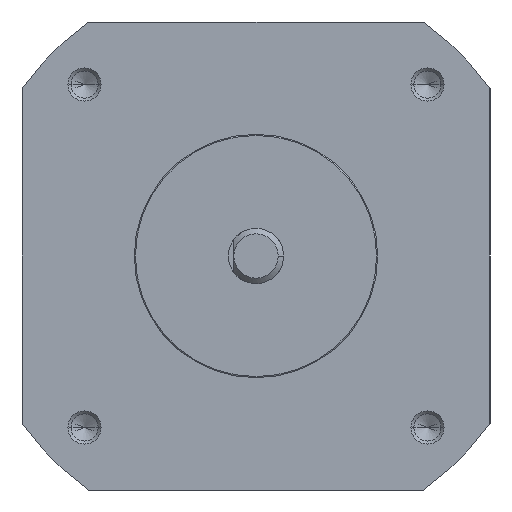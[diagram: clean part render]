
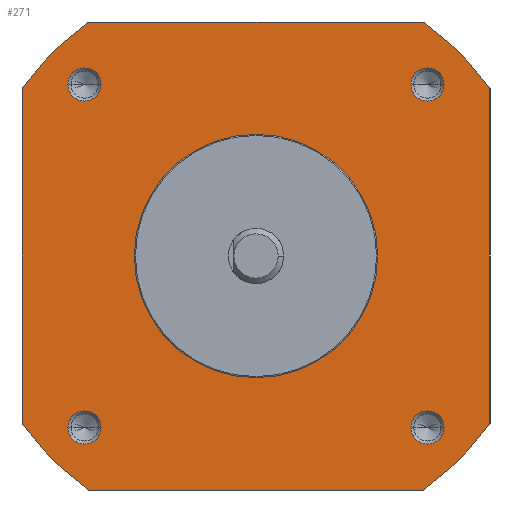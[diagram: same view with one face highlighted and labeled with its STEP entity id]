
A CAD part, left-side view. The second image highlights one B-rep face of the part: STEP entity #271.
In plain terms, the highlighted planar face has unit normal (-1, 0, 0).
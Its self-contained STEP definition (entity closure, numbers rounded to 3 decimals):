
#271=ADVANCED_FACE('',(#550,#551,#552,#553,#554,#555),#556,.F.);
#550=FACE_BOUND('',#840,.T.);
#551=FACE_BOUND('',#841,.T.);
#552=FACE_BOUND('',#842,.T.);
#553=FACE_BOUND('',#843,.T.);
#554=FACE_BOUND('',#844,.T.);
#555=FACE_OUTER_BOUND('',#845,.T.);
#556=PLANE('',#846);
#840=EDGE_LOOP('',(#1516,#1517));
#841=EDGE_LOOP('',(#1518,#1519));
#842=EDGE_LOOP('',(#1520,#1521));
#843=EDGE_LOOP('',(#1522,#1523));
#844=EDGE_LOOP('',(#1524,#1525));
#845=EDGE_LOOP('',(#1526,#1527,#1528,#1529,#1530,#1531,#1532,#1533));
#846=AXIS2_PLACEMENT_3D('',#1534,#1535,#1536);
#1516=ORIENTED_EDGE('',*,*,#1744,.T.);
#1517=ORIENTED_EDGE('',*,*,#1746,.T.);
#1518=ORIENTED_EDGE('',*,*,#1722,.T.);
#1519=ORIENTED_EDGE('',*,*,#1757,.T.);
#1520=ORIENTED_EDGE('',*,*,#1700,.T.);
#1521=ORIENTED_EDGE('',*,*,#1768,.T.);
#1522=ORIENTED_EDGE('',*,*,#1678,.T.);
#1523=ORIENTED_EDGE('',*,*,#1779,.T.);
#1524=ORIENTED_EDGE('',*,*,#1856,.T.);
#1525=ORIENTED_EDGE('',*,*,#1656,.T.);
#1526=ORIENTED_EDGE('',*,*,#1882,.F.);
#1527=ORIENTED_EDGE('',*,*,#1895,.T.);
#1528=ORIENTED_EDGE('',*,*,#1875,.F.);
#1529=ORIENTED_EDGE('',*,*,#1885,.F.);
#1530=ORIENTED_EDGE('',*,*,#1870,.F.);
#1531=ORIENTED_EDGE('',*,*,#1893,.F.);
#1532=ORIENTED_EDGE('',*,*,#1867,.F.);
#1533=ORIENTED_EDGE('',*,*,#1891,.F.);
#1534=CARTESIAN_POINT('',(0.0,0.0,0.0));
#1535=DIRECTION('',(1.0,0.0,0.0));
#1536=DIRECTION('',(0.0,0.0,-1.0));
#1656=EDGE_CURVE('',#1953,#1958,#1960,.T.);
#1678=EDGE_CURVE('',#1991,#1993,#1995,.T.);
#1700=EDGE_CURVE('',#2026,#2028,#2030,.T.);
#1722=EDGE_CURVE('',#2061,#2063,#2065,.T.);
#1744=EDGE_CURVE('',#2096,#2098,#2100,.T.);
#1746=EDGE_CURVE('',#2098,#2096,#2102,.T.);
#1757=EDGE_CURVE('',#2063,#2061,#2113,.T.);
#1768=EDGE_CURVE('',#2028,#2026,#2124,.T.);
#1779=EDGE_CURVE('',#1993,#1991,#2135,.T.);
#1856=EDGE_CURVE('',#1958,#1953,#2244,.T.);
#1867=EDGE_CURVE('',#2260,#2255,#2262,.T.);
#1870=EDGE_CURVE('',#2265,#2267,#2268,.T.);
#1875=EDGE_CURVE('',#2274,#2276,#2277,.T.);
#1882=EDGE_CURVE('',#2287,#2282,#2289,.T.);
#1885=EDGE_CURVE('',#2267,#2274,#2292,.T.);
#1891=EDGE_CURVE('',#2282,#2260,#2298,.T.);
#1893=EDGE_CURVE('',#2255,#2265,#2300,.T.);
#1895=EDGE_CURVE('',#2287,#2276,#2302,.T.);
#1953=VERTEX_POINT('',#2401);
#1958=VERTEX_POINT('',#2407);
#1960=CIRCLE('',#2410,11.0);
#1991=VERTEX_POINT('',#2449);
#1993=VERTEX_POINT('',#2452);
#1995=CIRCLE('',#2455,1.5);
#2026=VERTEX_POINT('',#2494);
#2028=VERTEX_POINT('',#2497);
#2030=CIRCLE('',#2500,1.5);
#2061=VERTEX_POINT('',#2539);
#2063=VERTEX_POINT('',#2542);
#2065=CIRCLE('',#2545,1.5);
#2096=VERTEX_POINT('',#2584);
#2098=VERTEX_POINT('',#2587);
#2100=CIRCLE('',#2590,1.5);
#2102=CIRCLE('',#2592,1.5);
#2113=CIRCLE('',#2603,1.5);
#2124=CIRCLE('',#2614,1.5);
#2135=CIRCLE('',#2625,1.5);
#2244=CIRCLE('',#2766,11.0);
#2255=VERTEX_POINT('',#2777);
#2260=VERTEX_POINT('',#2783);
#2262=CIRCLE('',#2786,26.0);
#2265=VERTEX_POINT('',#2789);
#2267=VERTEX_POINT('',#2792);
#2268=CIRCLE('',#2793,26.0);
#2274=VERTEX_POINT('',#2800);
#2276=VERTEX_POINT('',#2803);
#2277=CIRCLE('',#2804,26.0);
#2282=VERTEX_POINT('',#2810);
#2287=VERTEX_POINT('',#2816);
#2289=CIRCLE('',#2819,26.0);
#2292=LINE('',#2823,#2824);
#2298=LINE('',#2833,#2834);
#2300=LINE('',#2836,#2837);
#2302=LINE('',#2839,#2840);
#2401=CARTESIAN_POINT('',(0.0,0.,-11.0));
#2407=CARTESIAN_POINT('',(0.0,0.,11.0));
#2410=AXIS2_PLACEMENT_3D('',#2949,#2950,#2951);
#2449=CARTESIAN_POINT('',(0.0,-14.0,-15.5));
#2452=CARTESIAN_POINT('',(0.0,-17.0,-15.5));
#2455=AXIS2_PLACEMENT_3D('',#2980,#2981,#2982);
#2494=CARTESIAN_POINT('',(0.0,-14.0,15.5));
#2497=CARTESIAN_POINT('',(0.0,-17.0,15.5));
#2500=AXIS2_PLACEMENT_3D('',#3011,#3012,#3013);
#2539=CARTESIAN_POINT('',(0.0,17.0,-15.5));
#2542=CARTESIAN_POINT('',(0.0,14.0,-15.5));
#2545=AXIS2_PLACEMENT_3D('',#3042,#3043,#3044);
#2584=CARTESIAN_POINT('',(0.0,17.0,15.5));
#2587=CARTESIAN_POINT('',(0.0,14.0,15.5));
#2590=AXIS2_PLACEMENT_3D('',#3073,#3074,#3075);
#2592=AXIS2_PLACEMENT_3D('',#3076,#3077,#3078);
#2603=AXIS2_PLACEMENT_3D('',#3091,#3092,#3093);
#2614=AXIS2_PLACEMENT_3D('',#3106,#3107,#3108);
#2625=AXIS2_PLACEMENT_3D('',#3121,#3122,#3123);
#2766=AXIS2_PLACEMENT_3D('',#3216,#3217,#3218);
#2777=CARTESIAN_POINT('',(0.0,-21.15,15.122));
#2783=CARTESIAN_POINT('',(0.0,-15.122,21.15));
#2786=AXIS2_PLACEMENT_3D('',#3236,#3237,#3238);
#2789=CARTESIAN_POINT('',(0.0,-21.15,-15.122));
#2792=CARTESIAN_POINT('',(0.0,-15.122,-21.15));
#2793=AXIS2_PLACEMENT_3D('',#3240,#3241,#3242);
#2800=CARTESIAN_POINT('',(0.0,15.122,-21.15));
#2803=CARTESIAN_POINT('',(0.0,21.15,-15.122));
#2804=AXIS2_PLACEMENT_3D('',#3248,#3249,#3250);
#2810=CARTESIAN_POINT('',(0.0,15.122,21.15));
#2816=CARTESIAN_POINT('',(0.0,21.15,15.122));
#2819=AXIS2_PLACEMENT_3D('',#3260,#3261,#3262);
#2823=CARTESIAN_POINT('',(0.0,0.0,-21.15));
#2824=VECTOR('',#3264,1.0);
#2833=CARTESIAN_POINT('',(0.0,0.0,21.15));
#2834=VECTOR('',#3268,1.0);
#2836=CARTESIAN_POINT('',(0.0,-21.15,0.0));
#2837=VECTOR('',#3269,1.0);
#2839=CARTESIAN_POINT('',(0.0,21.15,0.0));
#2840=VECTOR('',#3270,1.0);
#2949=CARTESIAN_POINT('',(0.0,0.0,0.0));
#2950=DIRECTION('',(1.0,0.0,0.0));
#2951=DIRECTION('',(0.0,0.0,-1.0));
#2980=CARTESIAN_POINT('',(0.0,-15.5,-15.5));
#2981=DIRECTION('',(1.0,0.0,0.0));
#2982=DIRECTION('',(0.0,1.0,0.0));
#3011=CARTESIAN_POINT('',(0.0,-15.5,15.5));
#3012=DIRECTION('',(1.0,0.0,0.0));
#3013=DIRECTION('',(0.0,1.0,0.0));
#3042=CARTESIAN_POINT('',(0.0,15.5,-15.5));
#3043=DIRECTION('',(1.0,0.0,0.0));
#3044=DIRECTION('',(0.0,1.0,0.0));
#3073=CARTESIAN_POINT('',(0.0,15.5,15.5));
#3074=DIRECTION('',(1.0,0.0,0.0));
#3075=DIRECTION('',(0.0,1.0,0.0));
#3076=CARTESIAN_POINT('',(0.0,15.5,15.5));
#3077=DIRECTION('',(1.0,0.0,0.0));
#3078=DIRECTION('',(0.0,1.0,0.0));
#3091=CARTESIAN_POINT('',(0.0,15.5,-15.5));
#3092=DIRECTION('',(1.0,0.0,0.0));
#3093=DIRECTION('',(0.0,1.0,0.0));
#3106=CARTESIAN_POINT('',(0.0,-15.5,15.5));
#3107=DIRECTION('',(1.0,0.0,0.0));
#3108=DIRECTION('',(0.0,1.0,0.0));
#3121=CARTESIAN_POINT('',(0.0,-15.5,-15.5));
#3122=DIRECTION('',(1.0,0.0,0.0));
#3123=DIRECTION('',(0.0,1.0,0.0));
#3216=CARTESIAN_POINT('',(0.0,0.0,0.0));
#3217=DIRECTION('',(1.0,0.0,0.0));
#3218=DIRECTION('',(0.0,0.0,-1.0));
#3236=CARTESIAN_POINT('',(0.0,0.0,0.0));
#3237=DIRECTION('',(1.0,0.0,0.0));
#3238=DIRECTION('',(0.0,0.0,-1.0));
#3240=CARTESIAN_POINT('',(0.0,0.0,0.0));
#3241=DIRECTION('',(1.0,0.0,0.0));
#3242=DIRECTION('',(0.0,0.0,-1.0));
#3248=CARTESIAN_POINT('',(0.0,0.0,0.0));
#3249=DIRECTION('',(1.0,0.0,0.0));
#3250=DIRECTION('',(0.0,0.0,-1.0));
#3260=CARTESIAN_POINT('',(0.0,0.0,0.0));
#3261=DIRECTION('',(1.0,0.0,0.0));
#3262=DIRECTION('',(0.0,0.0,-1.0));
#3264=DIRECTION('',(0.0,1.0,0.0));
#3268=DIRECTION('',(0.0,-1.0,0.0));
#3269=DIRECTION('',(0.0,0.0,-1.0));
#3270=DIRECTION('',(0.0,0.0,-1.0));
